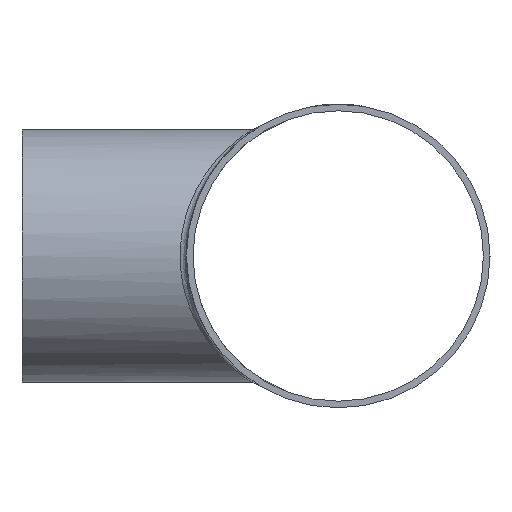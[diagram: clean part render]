
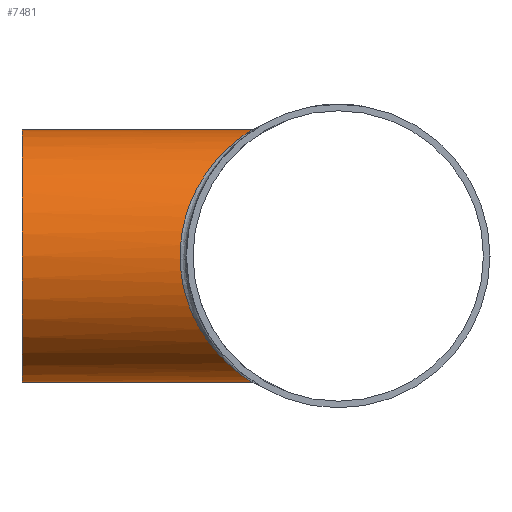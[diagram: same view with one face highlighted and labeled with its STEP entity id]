
A CAD part, left-side view. The second image highlights one B-rep face of the part: STEP entity #7481.
In plain terms, the highlighted cylindrical face has radius 31.75 mm (diameter 63.5 mm), a full revolution.
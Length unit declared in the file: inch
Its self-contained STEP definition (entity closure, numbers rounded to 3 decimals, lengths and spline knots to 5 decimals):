
#137=FACE_BOUND('',#1363,.T.);
#919=FACE_OUTER_BOUND('',#1362,.T.);
#1362=EDGE_LOOP('',(#6994));
#1363=EDGE_LOOP('',(#6995));
#2559=CIRCLE('',#7910,1.25);
#2934=B_SPLINE_CURVE_WITH_KNOTS('',3,(#16384,#16385,#16386,#16387,#16388,
#16389,#16390,#16391,#16392,#16393,#16394,#16395,#16396,#16397,#16398,#16399,
#16400,#16401,#16402,#16403,#16404,#16405,#16406,#16407,#16408,#16409,#16410,
#16411),.UNSPECIFIED.,.T.,.F.,(4,1,1,1,1,1,1,1,1,1,1,1,1,1,1,1,1,1,1,1,
1,1,1,1,1,4),(0.,0.74031,1.48062,2.96123,3.94831,
4.93538,5.92246,6.90954,7.89661,8.39015,
8.88369,9.37723,9.87077,10.36431,10.85784,
11.35138,11.84492,12.832,13.81907,14.80615,
15.79323,16.7803,17.76738,19.248,19.9883,
20.72861),.UNSPECIFIED.);
#3673=VERTEX_POINT('',#16382);
#3674=VERTEX_POINT('',#16413);
#4784=EDGE_CURVE('',#3673,#3673,#2934,.T.);
#4785=EDGE_CURVE('',#3674,#3674,#2559,.T.);
#6994=ORIENTED_EDGE('',*,*,#4785,.T.);
#6995=ORIENTED_EDGE('',*,*,#4784,.F.);
#7047=CYLINDRICAL_SURFACE('',#7909,1.25);
#7481=ADVANCED_FACE('',(#919,#137),#7047,.T.);
#7909=AXIS2_PLACEMENT_3D('',#16412,#9291,#9292);
#7910=AXIS2_PLACEMENT_3D('',#16414,#9293,#9294);
#9291=DIRECTION('center_axis',(0.,-1.,0.));
#9292=DIRECTION('ref_axis',(1.,0.,0.));
#9293=DIRECTION('center_axis',(0.,-1.,0.));
#9294=DIRECTION('ref_axis',(1.,0.,0.));
#16382=CARTESIAN_POINT('',(0.,0.84779,1.25));
#16384=CARTESIAN_POINT('Ctrl Pts',(0.,0.84766,
1.25004));
#16385=CARTESIAN_POINT('Ctrl Pts',(-0.09973,0.84766,
1.25004));
#16386=CARTESIAN_POINT('Ctrl Pts',(-0.2992,0.88969,
1.22512));
#16387=CARTESIAN_POINT('Ctrl Pts',(-0.64113,1.0679,
1.09796));
#16388=CARTESIAN_POINT('Ctrl Pts',(-0.94232,1.29929,0.86178));
#16389=CARTESIAN_POINT('Ctrl Pts',(-1.17087,1.49236,0.49135));
#16390=CARTESIAN_POINT('Ctrl Pts',(-1.26785,1.5785,0.10314));
#16391=CARTESIAN_POINT('Ctrl Pts',(-1.23423,1.5483,-0.30421));
#16392=CARTESIAN_POINT('Ctrl Pts',(-1.08282,1.41667,-0.66016));
#16393=CARTESIAN_POINT('Ctrl Pts',(-0.88985,1.25883,
-0.89144));
#16394=CARTESIAN_POINT('Ctrl Pts',(-0.70573,1.12405,-1.03671));
#16395=CARTESIAN_POINT('Ctrl Pts',(-0.55301,1.02451,-1.12572));
#16396=CARTESIAN_POINT('Ctrl Pts',(-0.385,0.93437,
-1.19401));
#16397=CARTESIAN_POINT('Ctrl Pts',(-0.2,0.86591,
-1.23908));
#16398=CARTESIAN_POINT('Ctrl Pts',(0.00002,0.83866,
-1.25548));
#16399=CARTESIAN_POINT('Ctrl Pts',(0.20004,0.86592,
-1.23907));
#16400=CARTESIAN_POINT('Ctrl Pts',(0.38505,0.93431,-1.19403));
#16401=CARTESIAN_POINT('Ctrl Pts',(0.609,1.05484,-1.10282));
#16402=CARTESIAN_POINT('Ctrl Pts',(0.85122,1.22751,-0.93759));
#16403=CARTESIAN_POINT('Ctrl Pts',(1.08285,1.41657,-0.66014));
#16404=CARTESIAN_POINT('Ctrl Pts',(1.23429,1.54842,-0.3041));
#16405=CARTESIAN_POINT('Ctrl Pts',(1.26779,1.5784,0.10316));
#16406=CARTESIAN_POINT('Ctrl Pts',(1.17088,1.49236,0.49145));
#16407=CARTESIAN_POINT('Ctrl Pts',(0.94225,1.29923,0.8618));
#16408=CARTESIAN_POINT('Ctrl Pts',(0.64113,1.06791,1.09798));
#16409=CARTESIAN_POINT('Ctrl Pts',(0.29919,0.88968,1.22512));
#16410=CARTESIAN_POINT('Ctrl Pts',(0.09973,0.84766,
1.25004));
#16411=CARTESIAN_POINT('Ctrl Pts',(0.,0.84766,
1.25004));
#16412=CARTESIAN_POINT('Origin',(0.,3.125,0.));
#16413=CARTESIAN_POINT('',(-1.25,3.125,0.));
#16414=CARTESIAN_POINT('Origin',(0.,3.125,0.));
